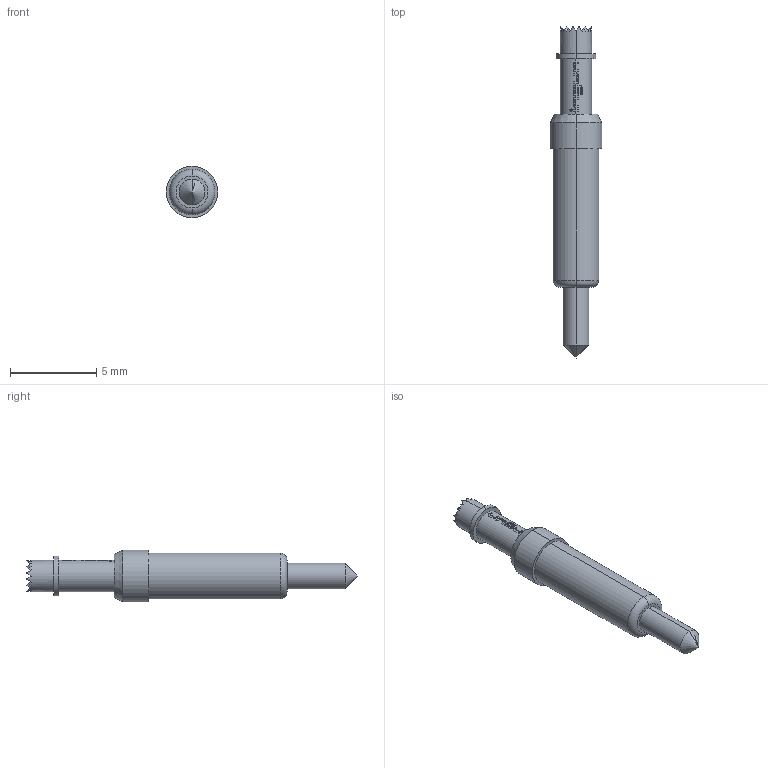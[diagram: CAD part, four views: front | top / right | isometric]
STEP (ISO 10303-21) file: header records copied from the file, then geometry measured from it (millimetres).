
FILE_DESCRIPTION (( 'STEP AP203' ), '1' );
FILE_NAME ('INGUN_GKS-913_306_180_A_xx02_1.STEP', '2021-09-20T07:28:33', ( 'ochi' ), ( '' ), 'SwSTEP 2.0', 'SolidWorks 2018', '' );
FILE_SCHEMA (( 'CONFIG_CONTROL_DESIGN' ));
Length unit declared in the file: millimetre
Products named in the file (1): INGUN_GKS-913_306_180_A_xx02_1
Bounding box: 3 x 19.2 x 3 mm (x, y, z)
Volume: 76.8 mm3; surface area: 146.8 mm2
Topology: 1 solids, 1 shells, 216 faces, 490 edges, 280 vertices
Faces by surface type: plane 122, bspline 57, cylinder 31, cone 4, torus 2
Entity records: 7102 total; most frequent: CARTESIAN_POINT 3017, ORIENTED_EDGE 976, DIRECTION 566, EDGE_CURVE 488, VERTEX_POINT 280, EDGE_LOOP 222, B_SPLINE_CURVE_WITH_KNOTS 222, ADVANCED_FACE 216
